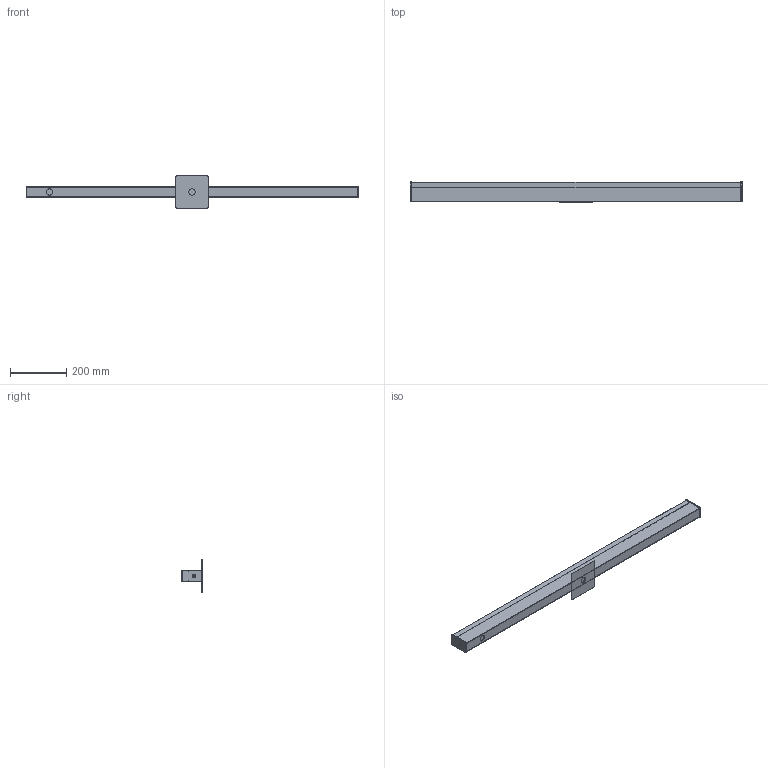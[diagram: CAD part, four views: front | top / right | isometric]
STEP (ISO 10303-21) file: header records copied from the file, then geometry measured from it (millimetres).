
FILE_DESCRIPTION (( 'STEP AP214' ), '1' );
FILE_NAME ('RDLB4S.STEP', '2016-04-05T19:41:42', ( '' ), ( '' ), 'SwSTEP 2.0', 'SolidWorks 2012', '' );
FILE_SCHEMA (( 'AUTOMOTIVE_DESIGN' ));
Length unit declared in the file: inch
Products named in the file (1): RDLB4S
Bounding box: 1183.44 x 72.57 x 114.3 mm (x, y, z)
Surface area: 304983 mm2 (no closed solid volume)
Topology: 0 solids, 7 shells, 76 faces, 258 edges, 188 vertices
Faces by surface type: plane 36, cylinder 32, torus 4, cone 4
Entity records: 3775 total; most frequent: CARTESIAN_POINT 643, DIRECTION 444, ORIENTED_EDGE 380, EDGE_CURVE 258, VERTEX_POINT 188, AXIS2_PLACEMENT_3D 149, LINE 146, VECTOR 146
